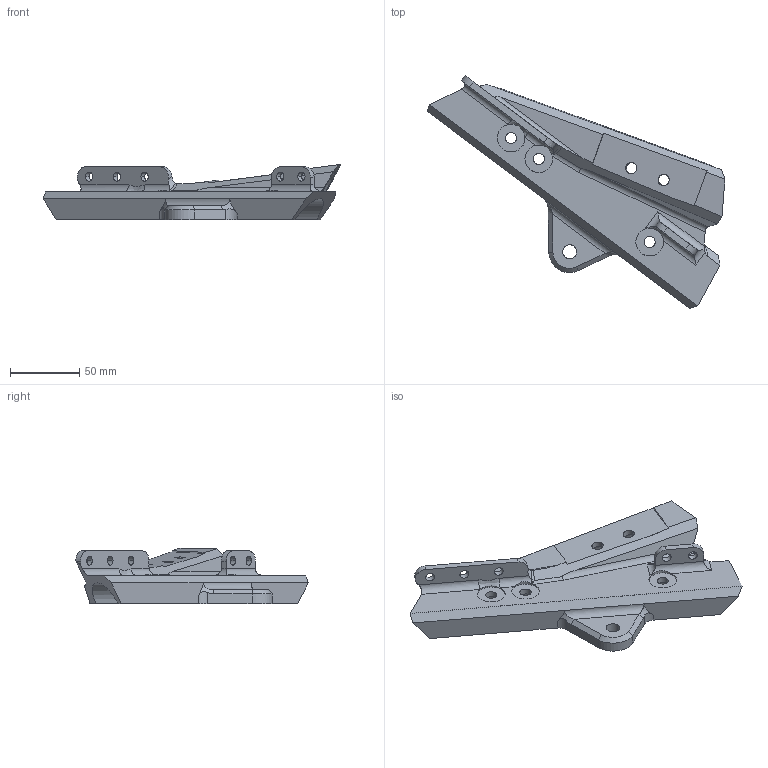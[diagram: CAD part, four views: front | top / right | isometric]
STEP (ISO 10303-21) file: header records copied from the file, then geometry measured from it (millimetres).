
FILE_DESCRIPTION (( 'STEP AP214' ), '1' );
FILE_NAME ('02 - rear brace, left - back.STEP', '2016-11-26T22:23:08', ( '' ), ( '' ), 'SwSTEP 2.0', 'SolidWorks 2014', '' );
FILE_SCHEMA (( 'AUTOMOTIVE_DESIGN' ));
Length unit declared in the file: millimetre
Products named in the file (1): 02 - rear brace, left - back
Bounding box: 214.86 x 167.91 x 39.82 mm (x, y, z)
Volume: 178645.2 mm3; surface area: 51570.8 mm2
Topology: 1 solids, 1 shells, 109 faces, 309 edges, 202 vertices
Faces by surface type: cylinder 55, plane 46, bspline 7, cone 1
Entity records: 7944 total; most frequent: CARTESIAN_POINT 4071, ORIENTED_EDGE 618, DIRECTION 434, EDGE_CURVE 309, VERTEX_POINT 202, LINE 162, VECTOR 162, AXIS2_PLACEMENT_3D 136
